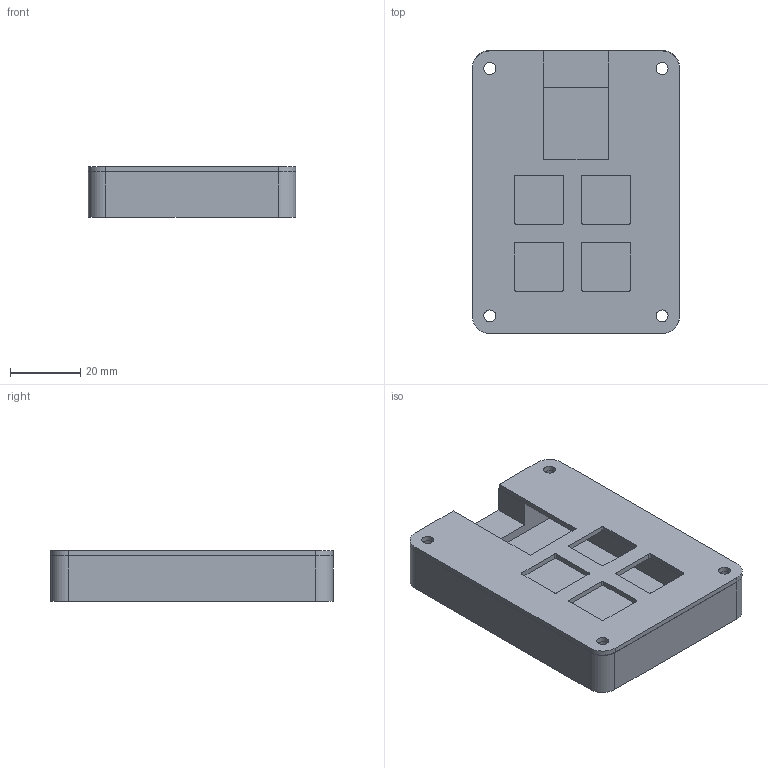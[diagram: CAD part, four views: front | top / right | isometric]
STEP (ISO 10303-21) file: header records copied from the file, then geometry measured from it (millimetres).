
FILE_DESCRIPTION(/* description */ (''),/* implementation_level */ '2;1');
FILE_NAME(/* name */ 'Case.step',/* time_stamp */ '2025-11-26T16:29:30+02:00',/* author */ (''),/* organization */ (''),/* preprocessor_version */ 'ST-DEVELOPER v20.1',/* originating_system */ 'Autodesk Translation Framework v14.21.0.0',/* authorisation */ '');
FILE_SCHEMA (('AUTOMOTIVE_DESIGN { 1 0 10303 214 3 1 1 }'));
Length unit declared in the file: millimetre
Products named in the file (1): 2025-11-26-01-20-26-643
Bounding box: 59.12 x 80.65 x 14.5 mm (x, y, z)
Volume: 40019.2 mm3; surface area: 23221 mm2
Topology: 2 solids, 2 shells, 193 faces, 549 edges, 366 vertices
Faces by surface type: bspline 92, plane 69, cylinder 32
Full cylindrical faces by diameter (mm): 3.4 x4, 6 x4
Entity records: 7207 total; most frequent: CARTESIAN_POINT 2673, ORIENTED_EDGE 1098, DIRECTION 633, EDGE_CURVE 549, VERTEX_POINT 366, LINE 301, VECTOR 301, EDGE_LOOP 223
